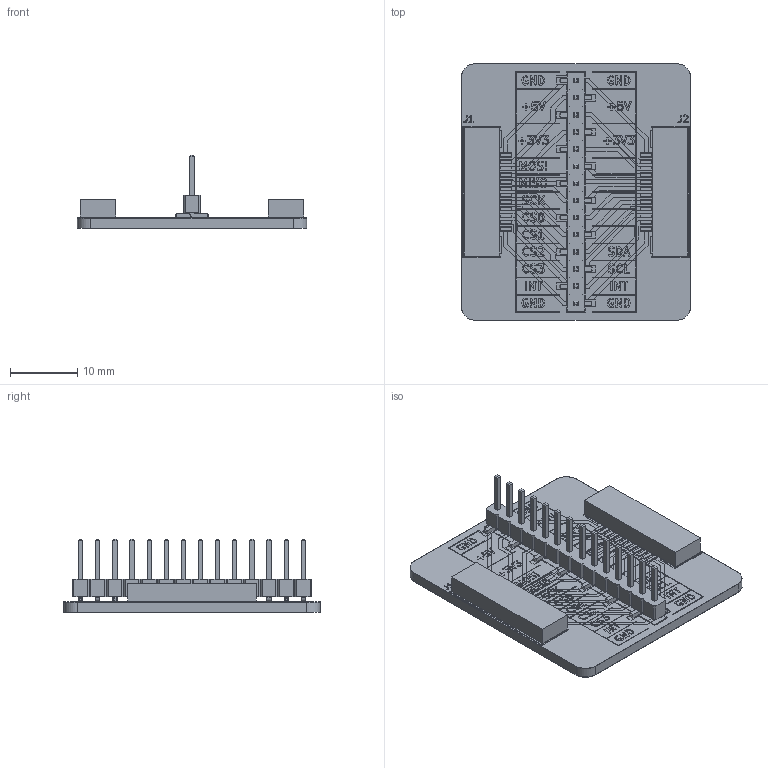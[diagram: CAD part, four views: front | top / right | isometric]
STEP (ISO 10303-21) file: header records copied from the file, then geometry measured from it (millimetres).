
FILE_DESCRIPTION(('KiCad electronic assembly'),'2;1');
FILE_NAME('3D.step','2025-03-09T13:03:08',('Pcbnew'),('Kicad'), 'Open CASCADE STEP processor 7.9','KiCad to STEP converter','Unknown' );
FILE_SCHEMA(('AUTOMOTIVE_DESIGN { 1 0 10303 214 1 1 1 1 }'));
Length unit declared in the file: millimetre
Products named in the file (9): 3D 1; PinHeader_1x14_P2.54mm_Vertical_SMD_Pin1Left; AFA07-S12FCA-00; Body; Pins; PM_DBG-FFC_copper; PM_DBG-FFC_silkscreen; PM_DBG-FFC_soldermask; PM_DBG-FFC_PCB
Assembly tree (9 placements, depth 3):
  3D 1
    PinHeader_1x14_P2.54mm_Vertical_SMD_Pin1Left
    AFA07-S12FCA-00  x2
      Body
      Pins
    PM_DBG-FFC_copper
    PM_DBG-FFC_silkscreen
    PM_DBG-FFC_soldermask
    PM_DBG-FFC_PCB
Bounding box: 34 x 38 x 10.97 mm (x, y, z)
Volume: 2757.5 mm3; surface area: 7356.4 mm2
Topology: 50 solids, 144 shells, 1150 faces, 4857 edges, 3929 vertices
Faces by surface type: plane 1131, cylinder 19
Entity records: 51560 total; most frequent: CARTESIAN_POINT 9556, DIRECTION 7306, ORIENTED_EDGE 7169, EDGE_CURVE 4677, LINE 4188, VECTOR 4188, VERTEX_POINT 3809, AXIS2_PLACEMENT_3D 1559
